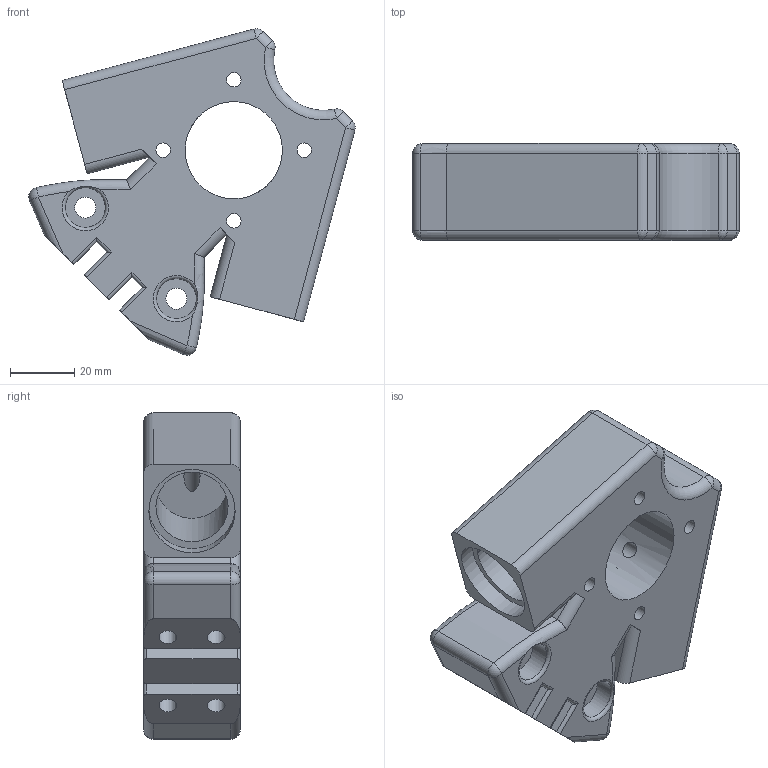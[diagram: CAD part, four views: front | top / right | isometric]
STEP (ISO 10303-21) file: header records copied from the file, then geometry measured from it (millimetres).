
FILE_DESCRIPTION(/* description */ (''),/* implementation_level */ '2;1');
FILE_NAME(/* name */ 'middle_corner.step',/* time_stamp */ '2018-02-13T10:26:40+01:00',/* author */ (''),/* organization */ (''),/* preprocessor_version */ 'ST-DEVELOPER v16.13',/* originating_system */ 'Autodesk Translation Framework v6.5.0.72',/* authorisation */ '');
FILE_SCHEMA (('AUTOMOTIVE_DESIGN { 1 0 10303 214 3 1 1 }'));
Length unit declared in the file: millimetre
Products named in the file (2): (Unsaved); MiddleCornerGlue
Assembly tree (1 placements, depth 2):
  (Unsaved)
    MiddleCornerGlue
Bounding box: 101.36 x 30 x 101.36 mm (x, y, z)
Volume: 131941.7 mm3; surface area: 35755.3 mm2
Topology: 1 solids, 1 shells, 134 faces, 334 edges, 210 vertices
Faces by surface type: cylinder 62, plane 51, sphere 12, torus 9
Full cylindrical faces by diameter (mm): 4.5 x4, 5 x2, 5.5 x4, 6.5 x2, 12.4 x4, 22.4 x2, 26.8 x2, 30.2 x1
Entity records: 4278 total; most frequent: CARTESIAN_POINT 871, DIRECTION 755, ORIENTED_EDGE 668, EDGE_CURVE 334, AXIS2_PLACEMENT_3D 298, VERTEX_POINT 210, EDGE_LOOP 160, LINE 159
